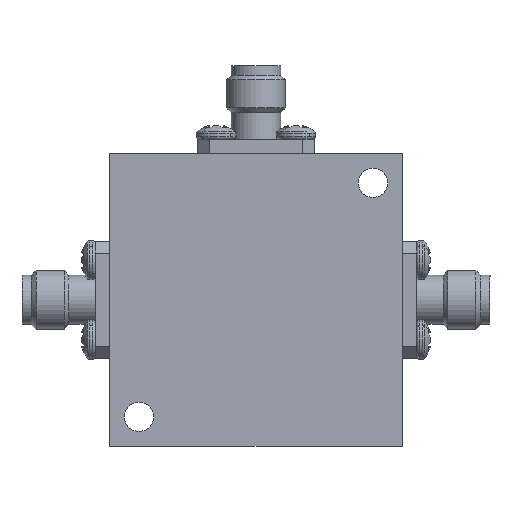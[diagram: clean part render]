
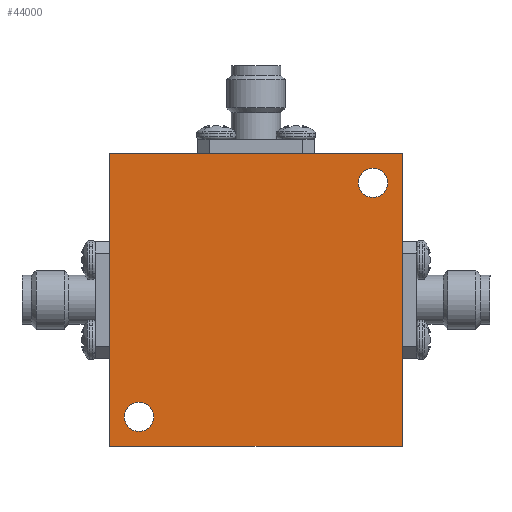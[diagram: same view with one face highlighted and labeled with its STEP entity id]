
A CAD part, front view. The second image highlights one B-rep face of the part: STEP entity #44000.
In plain terms, the highlighted planar face has unit normal (0, -1, 0).
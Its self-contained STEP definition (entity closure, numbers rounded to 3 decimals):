
#172 = DIRECTION ( 'NONE',  ( 0., 0., 1. ) ) ;
#1056 = CIRCLE ( 'NONE', #27971, 1.588 ) ;
#1442 = CIRCLE ( 'NONE', #50547, 1.588 ) ;
#3117 = FACE_BOUND ( 'NONE', #17952, .T. ) ;
#4790 = CARTESIAN_POINT ( 'NONE',  ( -12.7, 0., -12.7 ) ) ;
#4839 = DIRECTION ( 'NONE',  ( 0., 0., 1. ) ) ;
#5791 = CARTESIAN_POINT ( 'NONE',  ( 12.7, 0., 11.112 ) ) ;
#5995 = ORIENTED_EDGE ( 'NONE', *, *, #9193, .F. ) ;
#6429 = LINE ( 'NONE', #7042, #48130 ) ;
#6579 = CARTESIAN_POINT ( 'NONE',  ( 15.875, 0., -15.875 ) ) ;
#6642 = CARTESIAN_POINT ( 'NONE',  ( -15.875, 0., -15.875 ) ) ;
#7042 = CARTESIAN_POINT ( 'NONE',  ( 15.875, 0., 15.875 ) ) ;
#7330 = FACE_OUTER_BOUND ( 'NONE', #53293, .T. ) ;
#7536 = VERTEX_POINT ( 'NONE', #27658 ) ;
#7569 = AXIS2_PLACEMENT_3D ( 'NONE', #19030, #28950, #10860 ) ;
#8421 = LINE ( 'NONE', #26810, #29678 ) ;
#9193 = EDGE_CURVE ( 'NONE', #41083, #36785, #45077, .T. ) ;
#10679 = EDGE_CURVE ( 'NONE', #17480, #47822, #8421, .T. ) ;
#10860 = DIRECTION ( 'NONE',  ( 0., 0., 1. ) ) ;
#11862 = DIRECTION ( 'NONE',  ( 0., -1., 0. ) ) ;
#14496 = CARTESIAN_POINT ( 'NONE',  ( -12.7, 0., -12.7 ) ) ;
#15046 = ORIENTED_EDGE ( 'NONE', *, *, #55512, .T. ) ;
#16051 = AXIS2_PLACEMENT_3D ( 'NONE', #35699, #11862, #35376 ) ;
#16202 = DIRECTION ( 'NONE',  ( 0., 0., 1. ) ) ;
#17111 = ORIENTED_EDGE ( 'NONE', *, *, #45988, .F. ) ;
#17133 = VERTEX_POINT ( 'NONE', #48374 ) ;
#17151 = CIRCLE ( 'NONE', #30582, 1.588 ) ;
#17480 = VERTEX_POINT ( 'NONE', #6579 ) ;
#17952 = EDGE_LOOP ( 'NONE', ( #37684, #58720 ) ) ;
#19030 = CARTESIAN_POINT ( 'NONE',  ( 12.7, 0., 12.7 ) ) ;
#20225 = EDGE_CURVE ( 'NONE', #17133, #55605, #1056, .T. ) ;
#21233 = FACE_BOUND ( 'NONE', #59543, .T. ) ;
#22776 = EDGE_CURVE ( 'NONE', #36785, #17480, #6429, .T. ) ;
#26810 = CARTESIAN_POINT ( 'NONE',  ( -15.875, 0., -15.875 ) ) ;
#27140 = EDGE_CURVE ( 'NONE', #32757, #7536, #51880, .T. ) ;
#27658 = CARTESIAN_POINT ( 'NONE',  ( 12.7, 0., 14.287 ) ) ;
#27971 = AXIS2_PLACEMENT_3D ( 'NONE', #4790, #46743, #41580 ) ;
#28300 = ORIENTED_EDGE ( 'NONE', *, *, #22776, .F. ) ;
#28950 = DIRECTION ( 'NONE',  ( 0., 1., 0. ) ) ;
#29678 = VECTOR ( 'NONE', #45254, 1000. ) ;
#30582 = AXIS2_PLACEMENT_3D ( 'NONE', #50778, #41440, #172 ) ;
#32757 = VERTEX_POINT ( 'NONE', #5791 ) ;
#34272 = LINE ( 'NONE', #40214, #35597 ) ;
#34448 = EDGE_CURVE ( 'NONE', #7536, #32757, #17151, .T. ) ;
#35113 = DIRECTION ( 'NONE',  ( 1., 0., 0. ) ) ;
#35376 = DIRECTION ( 'NONE',  ( 0., 0., -1. ) ) ;
#35597 = VECTOR ( 'NONE', #16202, 1000. ) ;
#35699 = CARTESIAN_POINT ( 'NONE',  ( 0., 0., 0. ) ) ;
#36785 = VERTEX_POINT ( 'NONE', #47123 ) ;
#37684 = ORIENTED_EDGE ( 'NONE', *, *, #27140, .T. ) ;
#38128 = DIRECTION ( 'NONE',  ( 0., 0., -1. ) ) ;
#39041 = VECTOR ( 'NONE', #35113, 1000. ) ;
#40214 = CARTESIAN_POINT ( 'NONE',  ( -15.875, 0., 15.875 ) ) ;
#41083 = VERTEX_POINT ( 'NONE', #42600 ) ;
#41440 = DIRECTION ( 'NONE',  ( 0., 1., 0. ) ) ;
#41580 = DIRECTION ( 'NONE',  ( 0., 0., 1. ) ) ;
#42600 = CARTESIAN_POINT ( 'NONE',  ( -15.875, 0., 15.875 ) ) ;
#43723 = CARTESIAN_POINT ( 'NONE',  ( -12.7, 0., -14.287 ) ) ;
#44000 = ADVANCED_FACE ( 'NONE', ( #21233, #7330, #3117 ), #48368, .T. ) ;
#45077 = LINE ( 'NONE', #54396, #39041 ) ;
#45254 = DIRECTION ( 'NONE',  ( -1., 0., 0. ) ) ;
#45988 = EDGE_CURVE ( 'NONE', #47822, #41083, #34272, .T. ) ;
#46743 = DIRECTION ( 'NONE',  ( 0., 1., 0. ) ) ;
#47123 = CARTESIAN_POINT ( 'NONE',  ( 15.875, 0., 15.875 ) ) ;
#47822 = VERTEX_POINT ( 'NONE', #6642 ) ;
#48130 = VECTOR ( 'NONE', #38128, 1000. ) ;
#48368 = PLANE ( 'NONE',  #16051 ) ;
#48374 = CARTESIAN_POINT ( 'NONE',  ( -12.7, 0., -11.112 ) ) ;
#50547 = AXIS2_PLACEMENT_3D ( 'NONE', #14496, #55492, #4839 ) ;
#50778 = CARTESIAN_POINT ( 'NONE',  ( 12.7, 0., 12.7 ) ) ;
#51880 = CIRCLE ( 'NONE', #7569, 1.588 ) ;
#53293 = EDGE_LOOP ( 'NONE', ( #28300, #5995, #17111, #53446 ) ) ;
#53446 = ORIENTED_EDGE ( 'NONE', *, *, #10679, .F. ) ;
#54396 = CARTESIAN_POINT ( 'NONE',  ( -15.875, 0., 15.875 ) ) ;
#55492 = DIRECTION ( 'NONE',  ( 0., 1., 0. ) ) ;
#55512 = EDGE_CURVE ( 'NONE', #55605, #17133, #1442, .T. ) ;
#55605 = VERTEX_POINT ( 'NONE', #43723 ) ;
#56162 = ORIENTED_EDGE ( 'NONE', *, *, #20225, .T. ) ;
#58720 = ORIENTED_EDGE ( 'NONE', *, *, #34448, .T. ) ;
#59543 = EDGE_LOOP ( 'NONE', ( #15046, #56162 ) ) ;
